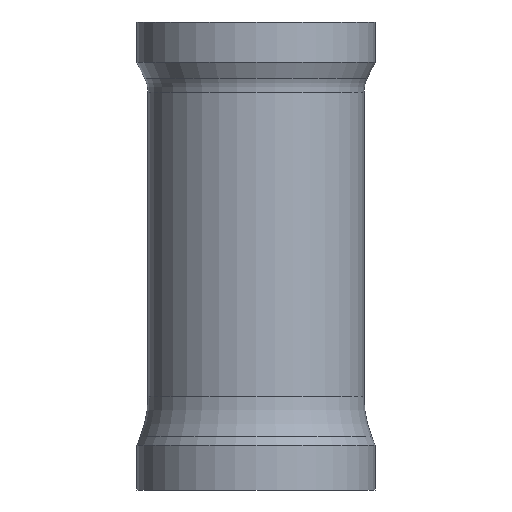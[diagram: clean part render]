
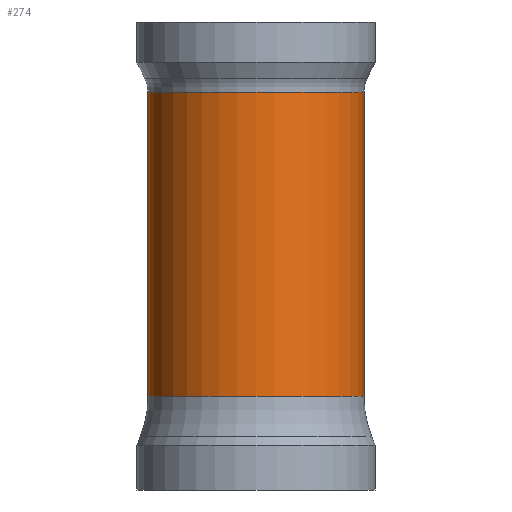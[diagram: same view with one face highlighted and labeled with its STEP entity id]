
A CAD part, front view. The second image highlights one B-rep face of the part: STEP entity #274.
In plain terms, the highlighted cylindrical face has radius 25.4 mm (diameter 50.8 mm), a partial arc.
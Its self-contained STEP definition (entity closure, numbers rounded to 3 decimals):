
#2 = ORIENTED_EDGE ( 'NONE', *, *, #578, .F. ) ;
#78 = CARTESIAN_POINT ( 'NONE',  ( -25.4, 0., -88. ) ) ;
#80 = DIRECTION ( 'NONE',  ( 1., 0., 0. ) ) ;
#81 = AXIS2_PLACEMENT_3D ( 'NONE', #474, #523, #640 ) ;
#102 = EDGE_CURVE ( 'NONE', #381, #477, #557, .T. ) ;
#111 = DIRECTION ( 'NONE',  ( 1., 0., 0. ) ) ;
#120 = VECTOR ( 'NONE', #402, 1000. ) ;
#130 = VERTEX_POINT ( 'NONE', #524 ) ;
#159 = DIRECTION ( 'NONE',  ( 0., 0., 1. ) ) ;
#160 = DIRECTION ( 'NONE',  ( 0., 0., 1. ) ) ;
#186 = CARTESIAN_POINT ( 'NONE',  ( -25.4, 0., 0. ) ) ;
#253 = CIRCLE ( 'NONE', #81, 25.4 ) ;
#255 = VECTOR ( 'NONE', #160, 1000. ) ;
#264 = CARTESIAN_POINT ( 'NONE',  ( 0., 0., 0. ) ) ;
#274 = ADVANCED_FACE ( 'NONE', ( #331 ), #487, .T. ) ;
#300 = EDGE_LOOP ( 'NONE', ( #2, #545, #339, #519 ) ) ;
#315 = CARTESIAN_POINT ( 'NONE',  ( 25.4, 0., -88. ) ) ;
#331 = FACE_OUTER_BOUND ( 'NONE', #300, .T. ) ;
#332 = VERTEX_POINT ( 'NONE', #495 ) ;
#339 = ORIENTED_EDGE ( 'NONE', *, *, #675, .T. ) ;
#381 = VERTEX_POINT ( 'NONE', #78 ) ;
#402 = DIRECTION ( 'NONE',  ( 0., 0., 1. ) ) ;
#467 = DIRECTION ( 'NONE',  ( 0., 0., 1. ) ) ;
#474 = CARTESIAN_POINT ( 'NONE',  ( 0., 0., -16.5 ) ) ;
#477 = VERTEX_POINT ( 'NONE', #315 ) ;
#487 = CYLINDRICAL_SURFACE ( 'NONE', #529, 25.4 ) ;
#494 = EDGE_CURVE ( 'NONE', #332, #130, #253, .T. ) ;
#495 = CARTESIAN_POINT ( 'NONE',  ( -25.4, 0., -16.5 ) ) ;
#512 = LINE ( 'NONE', #186, #120 ) ;
#519 = ORIENTED_EDGE ( 'NONE', *, *, #494, .F. ) ;
#521 = CARTESIAN_POINT ( 'NONE',  ( 0., 0., -88. ) ) ;
#523 = DIRECTION ( 'NONE',  ( 0., 0., 1. ) ) ;
#524 = CARTESIAN_POINT ( 'NONE',  ( 25.4, 0., -16.5 ) ) ;
#529 = AXIS2_PLACEMENT_3D ( 'NONE', #264, #159, #111 ) ;
#542 = CARTESIAN_POINT ( 'NONE',  ( 25.4, 0., 0. ) ) ;
#545 = ORIENTED_EDGE ( 'NONE', *, *, #102, .T. ) ;
#557 = CIRCLE ( 'NONE', #646, 25.4 ) ;
#578 = EDGE_CURVE ( 'NONE', #381, #332, #512, .T. ) ;
#583 = LINE ( 'NONE', #542, #255 ) ;
#640 = DIRECTION ( 'NONE',  ( 1., 0., 0. ) ) ;
#646 = AXIS2_PLACEMENT_3D ( 'NONE', #521, #467, #80 ) ;
#675 = EDGE_CURVE ( 'NONE', #477, #130, #583, .T. ) ;
